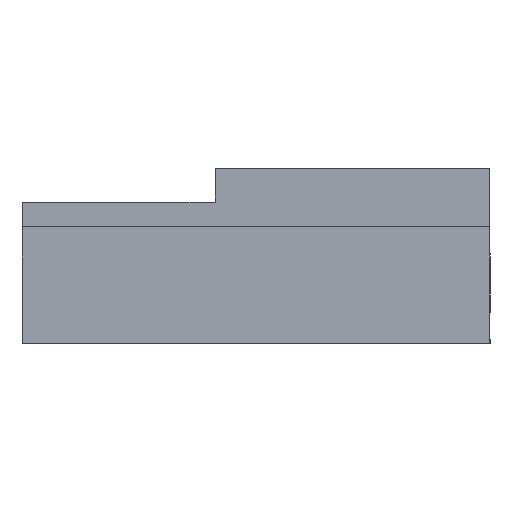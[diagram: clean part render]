
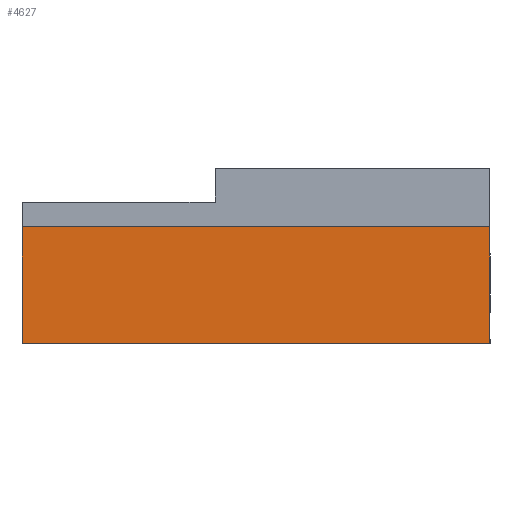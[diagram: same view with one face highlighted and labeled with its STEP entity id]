
A CAD part, front view. The second image highlights one B-rep face of the part: STEP entity #4627.
In plain terms, the highlighted planar face has unit normal (0, -1, 0).
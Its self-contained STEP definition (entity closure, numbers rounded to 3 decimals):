
#450=FACE_OUTER_BOUND('',#705,.T.);
#705=EDGE_LOOP('',(#3588,#3589,#3590,#3591));
#1104=LINE('',#7333,#1586);
#1105=LINE('',#7335,#1587);
#1106=LINE('',#7337,#1588);
#1107=LINE('',#7338,#1589);
#1586=VECTOR('',#5951,10.);
#1587=VECTOR('',#5952,10.);
#1588=VECTOR('',#5953,10.);
#1589=VECTOR('',#5954,10.);
#2040=VERTEX_POINT('',#7331);
#2041=VERTEX_POINT('',#7332);
#2042=VERTEX_POINT('',#7334);
#2043=VERTEX_POINT('',#7336);
#2613=EDGE_CURVE('',#2040,#2041,#1104,.T.);
#2614=EDGE_CURVE('',#2041,#2042,#1105,.T.);
#2615=EDGE_CURVE('',#2042,#2043,#1106,.T.);
#2616=EDGE_CURVE('',#2043,#2040,#1107,.T.);
#3588=ORIENTED_EDGE('',*,*,#2613,.T.);
#3589=ORIENTED_EDGE('',*,*,#2614,.T.);
#3590=ORIENTED_EDGE('',*,*,#2615,.T.);
#3591=ORIENTED_EDGE('',*,*,#2616,.T.);
#4426=PLANE('',#4994);
#4627=ADVANCED_FACE('',(#450),#4426,.T.);
#4994=AXIS2_PLACEMENT_3D('',#7330,#5949,#5950);
#5949=DIRECTION('center_axis',(0.,-1.,0.));
#5950=DIRECTION('ref_axis',(1.,0.,0.));
#5951=DIRECTION('',(1.,0.,0.));
#5952=DIRECTION('',(0.,0.,1.));
#5953=DIRECTION('',(-1.,0.,0.));
#5954=DIRECTION('',(0.,0.,-1.));
#7330=CARTESIAN_POINT('Origin',(60.,107.,10.));
#7331=CARTESIAN_POINT('',(52.,107.,0.));
#7332=CARTESIAN_POINT('',(92.,107.,0.));
#7333=CARTESIAN_POINT('',(60.,107.,0.));
#7334=CARTESIAN_POINT('',(92.,107.,10.));
#7335=CARTESIAN_POINT('',(92.,107.,10.));
#7336=CARTESIAN_POINT('',(52.,107.,10.));
#7337=CARTESIAN_POINT('',(60.,107.,10.));
#7338=CARTESIAN_POINT('',(52.,107.,10.));
